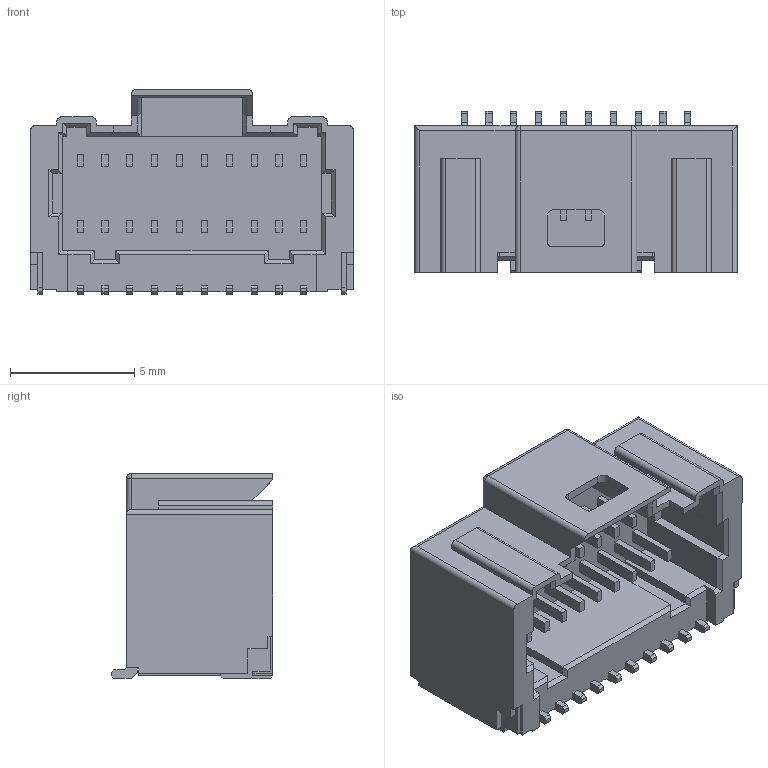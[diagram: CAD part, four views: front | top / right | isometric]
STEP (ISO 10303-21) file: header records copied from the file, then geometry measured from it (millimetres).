
FILE_DESCRIPTION(/* description */ (''),/* implementation_level */ '2;1');
FILE_NAME(/* name */ '2035672007wbm000_01_214.stp',/* time_stamp */ '2021-12-06T21:08:05+06:00',/* author */ (''),/* organization */ (''),/* preprocessor_version */ 'ST-DEVELOPER v16.7',/* originating_system */ 'SIEMENS PLM Software NX 1919',/* authorisation */ '');
FILE_SCHEMA (('AUTOMOTIVE_DESIGN { 1 0 10303 214 3 1 1 1 }'));
Length unit declared in the file: millimetre
Products named in the file (1): 2035672007wbm000_01
Bounding box: 13 x 6.5 x 8.25 mm (x, y, z)
Volume: 310.4 mm3; surface area: 665.5 mm2
Topology: 1 solids, 1 shells, 439 faces, 1173 edges, 764 vertices
Faces by surface type: plane 410, cylinder 27, sphere 2
Entity records: 13383 total; most frequent: CARTESIAN_POINT 2375, ORIENTED_EDGE 2342, DIRECTION 2101, EDGE_CURVE 1171, LINE 1121, VECTOR 1121, VERTEX_POINT 764, AXIS2_PLACEMENT_3D 490
